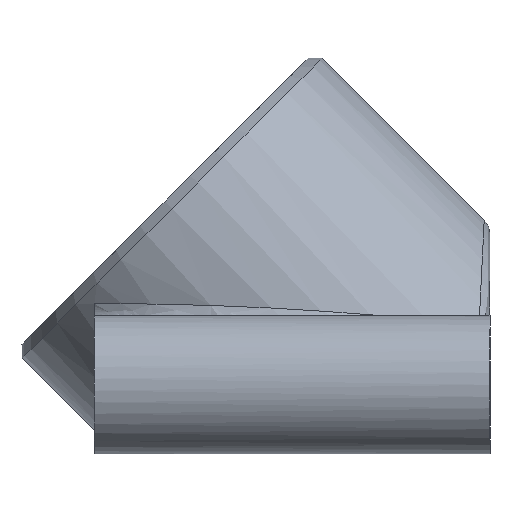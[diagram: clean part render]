
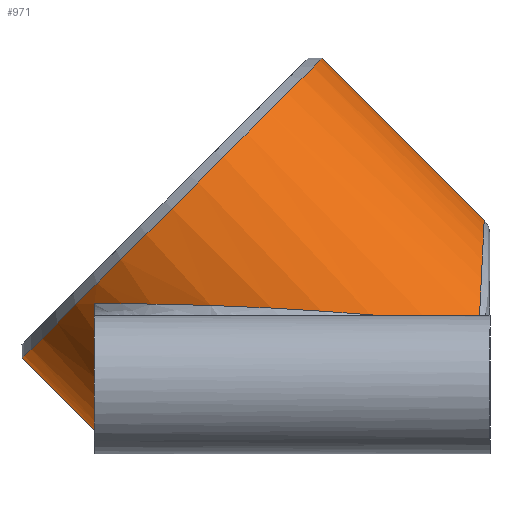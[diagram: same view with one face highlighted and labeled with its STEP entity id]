
A CAD part, left-side view. The second image highlights one B-rep face of the part: STEP entity #971.
In plain terms, the highlighted cylindrical face has radius 10.725 mm (diameter 21.45 mm), a full revolution.
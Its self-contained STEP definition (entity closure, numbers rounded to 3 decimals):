
#100=FACE_OUTER_BOUND('',#162,.T.);
#162=EDGE_LOOP('',(#784,#785,#786,#787,#788,#789,#790,#791));
#240=CIRCLE('',#1090,10.725);
#272=ELLIPSE('',#1086,14.478,10.725);
#273=ELLIPSE('',#1089,15.167,10.725);
#301=B_SPLINE_CURVE_WITH_KNOTS('',3,(#2076,#2077,#2078,#2079,#2080,#2081),
 .UNSPECIFIED.,.F.,.F.,(4,1,1,4),(-2.128,-1.523,-1.22,
-0.99),.UNSPECIFIED.);
#302=B_SPLINE_CURVE_WITH_KNOTS('',3,(#2083,#2084,#2085,#2086,#2087),
 .UNSPECIFIED.,.F.,.F.,(4,1,4),(-0.99,-0.614,-0.016),
 .UNSPECIFIED.);
#304=B_SPLINE_CURVE_WITH_KNOTS('',3,(#2104,#2105,#2106,#2107,#2108,#2109,
#2110),.UNSPECIFIED.,.F.,.F.,(4,1,1,1,4),(-2.238,-1.64,
-1.035,-0.429,-0.127),.UNSPECIFIED.);
#332=LINE('',#2113,#362);
#362=VECTOR('',#1319,10.725);
#423=VERTEX_POINT('',#1827);
#425=VERTEX_POINT('',#1875);
#433=VERTEX_POINT('',#2075);
#434=VERTEX_POINT('',#2082);
#435=VERTEX_POINT('',#2103);
#436=VERTEX_POINT('',#2112);
#547=EDGE_CURVE('',#423,#425,#272,.T.);
#557=EDGE_CURVE('',#425,#433,#301,.T.);
#558=EDGE_CURVE('',#433,#434,#302,.T.);
#560=EDGE_CURVE('',#435,#423,#304,.T.);
#561=EDGE_CURVE('',#435,#434,#273,.T.);
#562=EDGE_CURVE('',#433,#436,#332,.T.);
#563=EDGE_CURVE('',#436,#436,#240,.T.);
#784=ORIENTED_EDGE('',*,*,#547,.F.);
#785=ORIENTED_EDGE('',*,*,#560,.F.);
#786=ORIENTED_EDGE('',*,*,#561,.T.);
#787=ORIENTED_EDGE('',*,*,#558,.F.);
#788=ORIENTED_EDGE('',*,*,#562,.T.);
#789=ORIENTED_EDGE('',*,*,#563,.F.);
#790=ORIENTED_EDGE('',*,*,#562,.F.);
#791=ORIENTED_EDGE('',*,*,#557,.F.);
#927=CYLINDRICAL_SURFACE('',#1088,10.725);
#971=ADVANCED_FACE('',(#100),#927,.T.);
#1086=AXIS2_PLACEMENT_3D('',#1879,#1311,#1312);
#1088=AXIS2_PLACEMENT_3D('',#2102,#1315,#1316);
#1089=AXIS2_PLACEMENT_3D('',#2111,#1317,#1318);
#1090=AXIS2_PLACEMENT_3D('',#2114,#1320,#1321);
#1311=DIRECTION('center_axis',(0.,-0.999,
-0.049));
#1312=DIRECTION('ref_axis',(0.,-0.049,0.999));
#1315=DIRECTION('center_axis',(0.,-0.707,-0.707));
#1316=DIRECTION('ref_axis',(1.,0.,0.));
#1317=DIRECTION('center_axis',(0.,1.,0.));
#1318=DIRECTION('ref_axis',(0.,0.,1.));
#1319=DIRECTION('',(0.,0.707,0.707));
#1320=DIRECTION('center_axis',(0.,0.707,0.707));
#1321=DIRECTION('ref_axis',(1.,0.,0.));
#1827=CARTESIAN_POINT('',(8.234,14.547,35.271));
#1875=CARTESIAN_POINT('',(-8.234,14.547,35.271));
#1879=CARTESIAN_POINT('Origin',(0.,15.,26.005));
#2075=CARTESIAN_POINT('',(-10.725,25.015,36.02));
#2076=CARTESIAN_POINT('Ctrl Pts',(-8.234,14.547,35.271));
#2077=CARTESIAN_POINT('Ctrl Pts',(-9.154,16.224,35.39));
#2078=CARTESIAN_POINT('Ctrl Pts',(-10.108,18.98,35.596));
#2079=CARTESIAN_POINT('Ctrl Pts',(-10.647,22.578,35.875));
#2080=CARTESIAN_POINT('Ctrl Pts',(-10.726,24.28,35.979));
#2081=CARTESIAN_POINT('Ctrl Pts',(-10.726,25.015,36.019));
#2082=CARTESIAN_POINT('',(-8.753,34.,36.241));
#2083=CARTESIAN_POINT('Ctrl Pts',(-10.726,25.015,36.019));
#2084=CARTESIAN_POINT('Ctrl Pts',(-10.726,26.213,36.083));
#2085=CARTESIAN_POINT('Ctrl Pts',(-10.492,29.318,36.214));
#2086=CARTESIAN_POINT('Ctrl Pts',(-9.599,32.314,36.243));
#2087=CARTESIAN_POINT('Ctrl Pts',(-8.753,34.,36.241));
#2102=CARTESIAN_POINT('Origin',(0.,30.423,41.428));
#2103=CARTESIAN_POINT('',(8.753,34.,36.241));
#2104=CARTESIAN_POINT('Ctrl Pts',(8.753,34.,36.241));
#2105=CARTESIAN_POINT('Ctrl Pts',(9.599,32.313,36.243));
#2106=CARTESIAN_POINT('Ctrl Pts',(10.704,28.608,36.21));
#2107=CARTESIAN_POINT('Ctrl Pts',(10.846,22.791,35.915));
#2108=CARTESIAN_POINT('Ctrl Pts',(9.857,18.029,35.515));
#2109=CARTESIAN_POINT('Ctrl Pts',(8.694,15.386,35.331));
#2110=CARTESIAN_POINT('Ctrl Pts',(8.234,14.547,35.271));
#2111=CARTESIAN_POINT('Origin',(0.,34.,45.005));
#2112=CARTESIAN_POINT('',(-10.725,30.069,41.074));
#2113=CARTESIAN_POINT('',(-10.725,30.423,41.428));
#2114=CARTESIAN_POINT('Origin',(0.,30.069,41.074));
